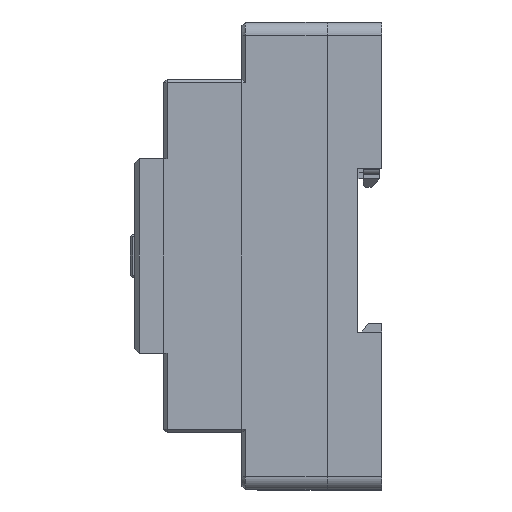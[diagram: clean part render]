
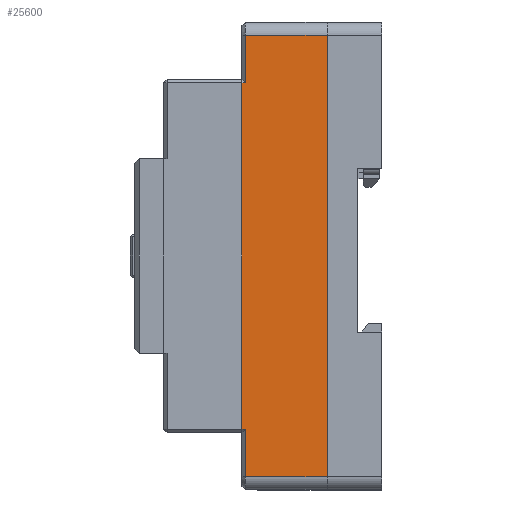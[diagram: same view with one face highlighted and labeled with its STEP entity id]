
A CAD part, left-side view. The second image highlights one B-rep face of the part: STEP entity #25600.
In plain terms, the highlighted face is planar.
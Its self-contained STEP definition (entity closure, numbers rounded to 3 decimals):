
#861=FACE_OUTER_BOUND('',#2269,.T.);
#2269=EDGE_LOOP('',(#17768,#17769,#17770,#17771,#17772,#17773,#17774,#17775));
#4167=LINE('',#37099,#7322);
#4173=LINE('',#37114,#7328);
#4175=LINE('',#37118,#7330);
#4178=LINE('',#37130,#7333);
#4182=LINE('',#37137,#7337);
#4184=LINE('',#37143,#7339);
#4185=LINE('',#37146,#7340);
#4186=LINE('',#37147,#7341);
#7322=VECTOR('',#29855,10.);
#7328=VECTOR('',#29869,10.);
#7330=VECTOR('',#29873,10.);
#7333=VECTOR('',#29884,10.);
#7337=VECTOR('',#29890,10.);
#7339=VECTOR('',#29896,10.);
#7340=VECTOR('',#29901,10.);
#7341=VECTOR('',#29902,10.);
#11079=VERTEX_POINT('',#37096);
#11080=VERTEX_POINT('',#37098);
#11085=VERTEX_POINT('',#37112);
#11086=VERTEX_POINT('',#37116);
#11088=VERTEX_POINT('',#37121);
#11091=VERTEX_POINT('',#37129);
#11093=VERTEX_POINT('',#37135);
#11095=VERTEX_POINT('',#37141);
#13689=EDGE_CURVE('',#11080,#11079,#4167,.T.);
#13697=EDGE_CURVE('',#11079,#11085,#4173,.T.);
#13699=EDGE_CURVE('',#11085,#11086,#4175,.T.);
#13704=EDGE_CURVE('',#11091,#11088,#4178,.T.);
#13708=EDGE_CURVE('',#11093,#11091,#4182,.T.);
#13711=EDGE_CURVE('',#11088,#11095,#4184,.T.);
#13712=EDGE_CURVE('',#11086,#11093,#4185,.T.);
#13713=EDGE_CURVE('',#11095,#11080,#4186,.T.);
#17768=ORIENTED_EDGE('',*,*,#13712,.T.);
#17769=ORIENTED_EDGE('',*,*,#13708,.T.);
#17770=ORIENTED_EDGE('',*,*,#13704,.T.);
#17771=ORIENTED_EDGE('',*,*,#13711,.T.);
#17772=ORIENTED_EDGE('',*,*,#13713,.T.);
#17773=ORIENTED_EDGE('',*,*,#13689,.T.);
#17774=ORIENTED_EDGE('',*,*,#13697,.T.);
#17775=ORIENTED_EDGE('',*,*,#13699,.T.);
#24510=PLANE('',#27165);
#25600=ADVANCED_FACE('',(#861),#24510,.F.);
#27165=AXIS2_PLACEMENT_3D('',#37145,#29899,#29900);
#29855=DIRECTION('',(0.,0.,-1.));
#29869=DIRECTION('',(0.,1.,0.));
#29873=DIRECTION('',(0.,0.,-1.));
#29884=DIRECTION('',(0.,1.,0.));
#29890=DIRECTION('',(0.,0.,1.));
#29896=DIRECTION('',(0.,0.,1.));
#29899=DIRECTION('center_axis',(-1.,0.,0.));
#29900=DIRECTION('ref_axis',(0.,1.,0.));
#29901=DIRECTION('',(0.,1.,0.));
#29902=DIRECTION('',(0.,-1.,0.));
#37096=CARTESIAN_POINT('',(0.,-49.9,-19.5));
#37098=CARTESIAN_POINT('',(0.,-49.9,-1.));
#37099=CARTESIAN_POINT('',(0.,-49.9,0.));
#37112=CARTESIAN_POINT('',(0.,-39.2,-19.5));
#37114=CARTESIAN_POINT('',(0.,-52.9,-19.5));
#37116=CARTESIAN_POINT('',(0.,-39.2,-20.3));
#37118=CARTESIAN_POINT('',(0.,-39.2,-10.15));
#37121=CARTESIAN_POINT('',(0.,49.9,-19.5));
#37129=CARTESIAN_POINT('',(0.,39.2,-19.5));
#37130=CARTESIAN_POINT('',(0.,-6.45,-19.5));
#37135=CARTESIAN_POINT('',(0.,39.2,-20.3));
#37137=CARTESIAN_POINT('',(0.,39.2,-19.));
#37141=CARTESIAN_POINT('',(0.,49.9,-1.));
#37143=CARTESIAN_POINT('',(0.,49.9,0.));
#37145=CARTESIAN_POINT('Origin',(0.,-52.9,
0.));
#37146=CARTESIAN_POINT('',(0.,-26.45,-20.3));
#37147=CARTESIAN_POINT('',(0.,49.9,-1.));
